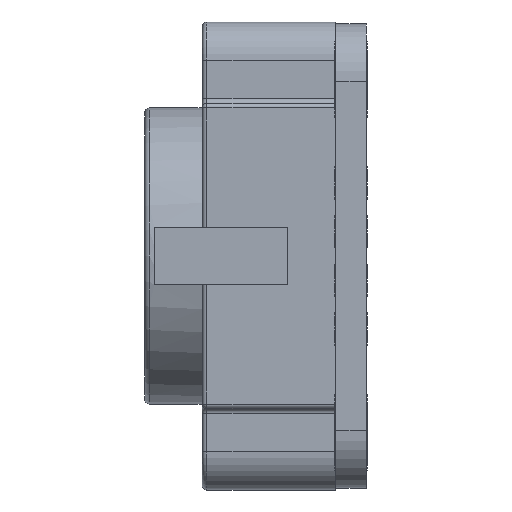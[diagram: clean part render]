
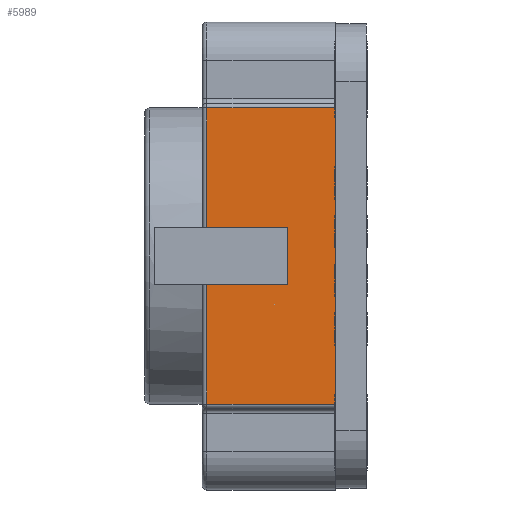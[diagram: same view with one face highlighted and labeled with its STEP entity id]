
A CAD part, left-side view. The second image highlights one B-rep face of the part: STEP entity #5989.
In plain terms, the highlighted planar face has unit normal (-1, 0, 0).
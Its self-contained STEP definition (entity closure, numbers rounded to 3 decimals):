
#637=FACE_OUTER_BOUND('',#859,.T.);
#859=EDGE_LOOP('',(#4075,#4076,#4077,#4078,#4079,#4080,#4081,#4082));
#1388=LINE('',#7892,#1836);
#1416=LINE('',#7970,#1864);
#1417=LINE('',#7972,#1865);
#1418=LINE('',#7974,#1866);
#1419=LINE('',#7976,#1867);
#1420=LINE('',#7978,#1868);
#1421=LINE('',#7980,#1869);
#1422=LINE('',#7981,#1870);
#1836=VECTOR('',#6656,15.5);
#1864=VECTOR('',#6718,6.75);
#1865=VECTOR('',#6719,6.25);
#1866=VECTOR('',#6720,4.25);
#1867=VECTOR('',#6721,3.);
#1868=VECTOR('',#6722,4.25);
#1869=VECTOR('',#6723,6.25);
#1870=VECTOR('',#6724,6.75);
#2295=VERTEX_POINT('',#7889);
#2296=VERTEX_POINT('',#7891);
#2329=VERTEX_POINT('',#7969);
#2330=VERTEX_POINT('',#7971);
#2331=VERTEX_POINT('',#7973);
#2332=VERTEX_POINT('',#7975);
#2333=VERTEX_POINT('',#7977);
#2334=VERTEX_POINT('',#7979);
#3106=EDGE_CURVE('',#2295,#2296,#1388,.T.);
#3145=EDGE_CURVE('',#2295,#2329,#1416,.F.);
#3146=EDGE_CURVE('',#2329,#2330,#1417,.T.);
#3147=EDGE_CURVE('',#2331,#2330,#1418,.T.);
#3148=EDGE_CURVE('',#2332,#2331,#1419,.T.);
#3149=EDGE_CURVE('',#2333,#2332,#1420,.T.);
#3150=EDGE_CURVE('',#2333,#2334,#1421,.T.);
#3151=EDGE_CURVE('',#2334,#2296,#1422,.T.);
#4075=ORIENTED_EDGE('',*,*,#3145,.T.);
#4076=ORIENTED_EDGE('',*,*,#3146,.T.);
#4077=ORIENTED_EDGE('',*,*,#3147,.F.);
#4078=ORIENTED_EDGE('',*,*,#3148,.F.);
#4079=ORIENTED_EDGE('',*,*,#3149,.F.);
#4080=ORIENTED_EDGE('',*,*,#3150,.T.);
#4081=ORIENTED_EDGE('',*,*,#3151,.T.);
#4082=ORIENTED_EDGE('',*,*,#3106,.F.);
#5862=PLANE('',#6253);
#5989=ADVANCED_FACE('',(#637),#5862,.T.);
#6253=AXIS2_PLACEMENT_3D('',#7968,#6716,#6717);
#6656=DIRECTION('',(0.,0.,-1.));
#6716=DIRECTION('center_axis',(-1.,0.,0.));
#6717=DIRECTION('ref_axis',(0.,0.,1.));
#6718=DIRECTION('',(0.,-1.,0.));
#6719=DIRECTION('',(0.,0.,-1.));
#6720=DIRECTION('',(0.,1.,0.));
#6721=DIRECTION('',(0.,0.,1.));
#6722=DIRECTION('',(0.,-1.,0.));
#6723=DIRECTION('',(0.,0.,-1.));
#6724=DIRECTION('',(0.,-1.,0.));
#7889=CARTESIAN_POINT('',(-8.,1.6,7.75));
#7891=CARTESIAN_POINT('',(-8.,1.6,-7.75));
#7892=CARTESIAN_POINT('',(-8.,1.6,7.75));
#7968=CARTESIAN_POINT('Origin',(-8.,8.6,0.));
#7969=CARTESIAN_POINT('',(-8.,8.35,7.75));
#7970=CARTESIAN_POINT('',(-8.,8.35,7.75));
#7971=CARTESIAN_POINT('',(-8.,8.35,1.5));
#7972=CARTESIAN_POINT('',(-8.,8.35,7.75));
#7973=CARTESIAN_POINT('',(-8.,4.1,1.5));
#7974=CARTESIAN_POINT('',(-8.,4.1,1.5));
#7975=CARTESIAN_POINT('',(-8.,4.1,-1.5));
#7976=CARTESIAN_POINT('',(-8.,4.1,-1.5));
#7977=CARTESIAN_POINT('',(-8.,8.35,-1.5));
#7978=CARTESIAN_POINT('',(-8.,8.35,-1.5));
#7979=CARTESIAN_POINT('',(-8.,8.35,-7.75));
#7980=CARTESIAN_POINT('',(-8.,8.35,-1.5));
#7981=CARTESIAN_POINT('',(-8.,8.35,-7.75));
